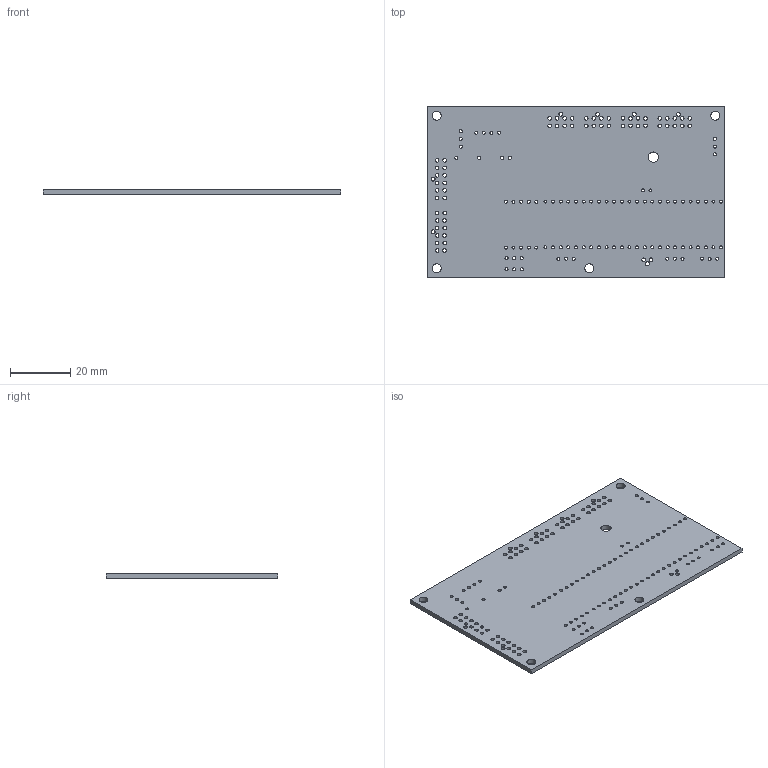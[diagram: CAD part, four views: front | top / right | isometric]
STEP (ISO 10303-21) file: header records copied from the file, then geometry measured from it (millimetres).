
FILE_DESCRIPTION(('KiCad electronic assembly'),'2;1');
FILE_NAME('VehicleController.stp','2017-06-14T22:27:53',('An Author'),( 'A Company'),'Open CASCADE STEP processor 6.8', 'KiCad to STEP converter','Unknown');
FILE_SCHEMA(('AUTOMOTIVE_DESIGN_CC2 { 1 2 10303 214 -1 1 5 4 }'));
Length unit declared in the file: millimetre
Products named in the file (2): Open CASCADE STEP translator 6.8 1; COMPOUND
Assembly tree (1 placements, depth 2):
  Open CASCADE STEP translator 6.8 1
    COMPOUND
Bounding box: 99.06 x 57.15 x 1.6 mm (x, y, z)
Volume: 8760.8 mm3; surface area: 12387.5 mm2
Topology: 1 solids, 1 shells, 167 faces, 495 edges, 330 vertices
Faces by surface type: cylinder 161, plane 6
Full cylindrical faces by diameter (mm): 1 x58, 1.016 x27, 1.1 x4, 1.2 x60, 1.3 x7, 3 x4, 3.401 x1
Entity records: 12917 total; most frequent: DIRECTION 2145, CARTESIAN_POINT 1984, ORIENTED_EDGE 990, PCURVE 990, DEFINITIONAL_REPRESENTATION 990, LINE 841, VECTOR 841, CIRCLE 644
